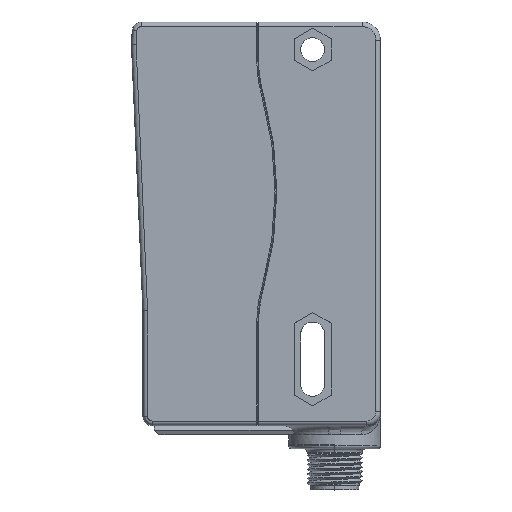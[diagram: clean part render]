
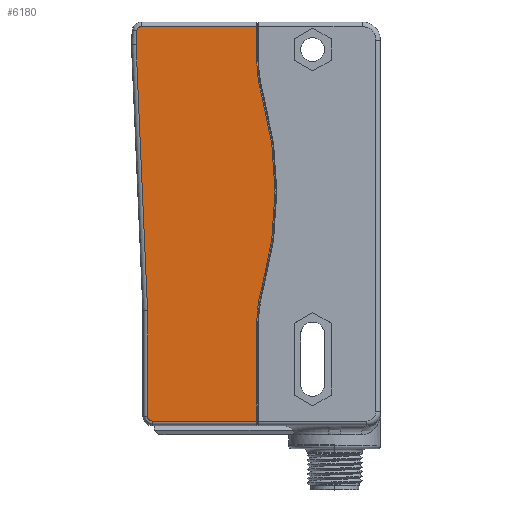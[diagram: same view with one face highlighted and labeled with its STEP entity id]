
A CAD part, top view. The second image highlights one B-rep face of the part: STEP entity #6180.
In plain terms, the highlighted planar face has unit normal (0, 0, 1).
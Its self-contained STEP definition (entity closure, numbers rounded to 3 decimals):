
#174=DIRECTION('',(1.,0.,0.));
#175=VECTOR('',#174,22.8);
#176=CARTESIAN_POINT('',(4.5,-87.,12.9));
#177=LINE('',#176,#175);
#187=DIRECTION('',(0.,-1.,0.));
#188=VECTOR('',#187,7.);
#189=CARTESIAN_POINT('',(27.3,-1.,12.9));
#190=LINE('',#189,#188);
#191=CARTESIAN_POINT('',(57.5,-8.,12.9));
#192=DIRECTION('',(0.,0.,1.));
#193=DIRECTION('',(-1.,0.,0.));
#194=AXIS2_PLACEMENT_3D('',#191,#192,#193);
#196=CARTESIAN_POINT('',(-45.625,-37.,12.9));
#197=DIRECTION('',(0.,0.,-1.));
#198=DIRECTION('',(0.963,0.271,0.));
#199=AXIS2_PLACEMENT_3D('',#196,#197,#198);
#201=CARTESIAN_POINT('',(57.5,-66.,12.9));
#202=DIRECTION('',(0.,0.,1.));
#203=DIRECTION('',(-0.963,0.271,0.));
#204=AXIS2_PLACEMENT_3D('',#201,#202,#203);
#206=DIRECTION('',(0.,1.,0.));
#207=VECTOR('',#206,21.);
#208=CARTESIAN_POINT('',(27.3,-87.,12.9));
#209=LINE('',#208,#207);
#210=DIRECTION('',(-1.,0.,0.));
#211=VECTOR('',#210,25.14);
#212=CARTESIAN_POINT('',(27.3,-1.,12.9));
#213=LINE('',#212,#211);
#223=CARTESIAN_POINT('',(2.16,-2.,12.9));
#224=DIRECTION('',(0.,0.,1.));
#225=DIRECTION('',(0.,1.,0.));
#226=AXIS2_PLACEMENT_3D('',#223,#224,#225);
#238=DIRECTION('',(-0.052,-0.999,0.));
#239=VECTOR('',#238,3.061);
#240=CARTESIAN_POINT('',(1.161,-1.948,12.9));
#241=LINE('',#240,#239);
#267=DIRECTION('',(0.043,-0.999,0.));
#268=VECTOR('',#267,58.028);
#269=CARTESIAN_POINT('',(1.001,-5.005,12.9));
#270=LINE('',#269,#268);
#275=DIRECTION('',(0.,-1.,0.));
#276=VECTOR('',#275,23.022);
#277=CARTESIAN_POINT('',(3.5,-62.978,12.9));
#278=LINE('',#277,#276);
#304=CARTESIAN_POINT('',(4.5,-86.,12.9));
#305=DIRECTION('',(0.,0.,1.));
#306=DIRECTION('',(-1.,0.,0.));
#307=AXIS2_PLACEMENT_3D('',#304,#305,#306);
#5120=CARTESIAN_POINT('',(3.5,-62.978,12.9));
#5121=CARTESIAN_POINT('',(3.5,-86.,12.9));
#5122=VERTEX_POINT('',#5120);
#5123=VERTEX_POINT('',#5121);
#5128=CARTESIAN_POINT('',(4.5,-87.,12.9));
#5129=VERTEX_POINT('',#5128);
#5144=CARTESIAN_POINT('',(2.16,-1.,12.9));
#5146=VERTEX_POINT('',#5144);
#5160=CARTESIAN_POINT('',(1.161,-1.948,12.9));
#5161=VERTEX_POINT('',#5160);
#5168=CARTESIAN_POINT('',(1.001,-5.005,12.9));
#5169=VERTEX_POINT('',#5168);
#5176=CARTESIAN_POINT('',(27.3,-1.,12.9));
#5177=VERTEX_POINT('',#5176);
#5180=CARTESIAN_POINT('',(27.3,-87.,12.9));
#5181=VERTEX_POINT('',#5180);
#5204=CARTESIAN_POINT('',(27.3,-8.,12.9));
#5205=VERTEX_POINT('',#5204);
#5206=CARTESIAN_POINT('',(28.428,-16.175,12.9));
#5207=VERTEX_POINT('',#5206);
#5208=CARTESIAN_POINT('',(28.428,-57.825,12.9));
#5209=VERTEX_POINT('',#5208);
#5210=CARTESIAN_POINT('',(27.3,-66.,12.9));
#5211=VERTEX_POINT('',#5210);
#6150=CARTESIAN_POINT('',(2.5,-20.,12.9));
#6151=DIRECTION('',(0.,0.,1.));
#6152=DIRECTION('',(1.,0.,0.));
#6153=AXIS2_PLACEMENT_3D('',#6150,#6151,#6152);
#6154=PLANE('',#6153);
#6156=ORIENTED_EDGE('',*,*,#6155,.F.);
#6158=ORIENTED_EDGE('',*,*,#6157,.T.);
#6160=ORIENTED_EDGE('',*,*,#6159,.T.);
#6162=ORIENTED_EDGE('',*,*,#6161,.T.);
#6164=ORIENTED_EDGE('',*,*,#6163,.T.);
#6166=ORIENTED_EDGE('',*,*,#6165,.F.);
#6167=ORIENTED_EDGE('',*,*,#6140,.F.);
#6169=ORIENTED_EDGE('',*,*,#6168,.F.);
#6171=ORIENTED_EDGE('',*,*,#6170,.F.);
#6173=ORIENTED_EDGE('',*,*,#6172,.F.);
#6175=ORIENTED_EDGE('',*,*,#6174,.F.);
#6177=ORIENTED_EDGE('',*,*,#6176,.F.);
#6178=EDGE_LOOP('',(#6156,#6158,#6160,#6162,#6164,#6166,#6167,#6169,#6171,#6173,
#6175,#6177));
#6179=FACE_OUTER_BOUND('',#6178,.F.);
#6180=ADVANCED_FACE('',(#6179),#6154,.T.);
#195=CIRCLE('',#194,30.2);
#200=CIRCLE('',#199,76.925);
#205=CIRCLE('',#204,30.2);
#227=CIRCLE('',#226,1.);
#308=CIRCLE('',#307,1.);
#6140=EDGE_CURVE('',#5129,#5181,#177,.T.);
#6155=EDGE_CURVE('',#5177,#5146,#213,.T.);
#6157=EDGE_CURVE('',#5177,#5205,#190,.T.);
#6159=EDGE_CURVE('',#5205,#5207,#195,.T.);
#6161=EDGE_CURVE('',#5207,#5209,#200,.T.);
#6163=EDGE_CURVE('',#5209,#5211,#205,.T.);
#6165=EDGE_CURVE('',#5181,#5211,#209,.T.);
#6168=EDGE_CURVE('',#5123,#5129,#308,.T.);
#6170=EDGE_CURVE('',#5122,#5123,#278,.T.);
#6172=EDGE_CURVE('',#5169,#5122,#270,.T.);
#6174=EDGE_CURVE('',#5161,#5169,#241,.T.);
#6176=EDGE_CURVE('',#5146,#5161,#227,.T.);
